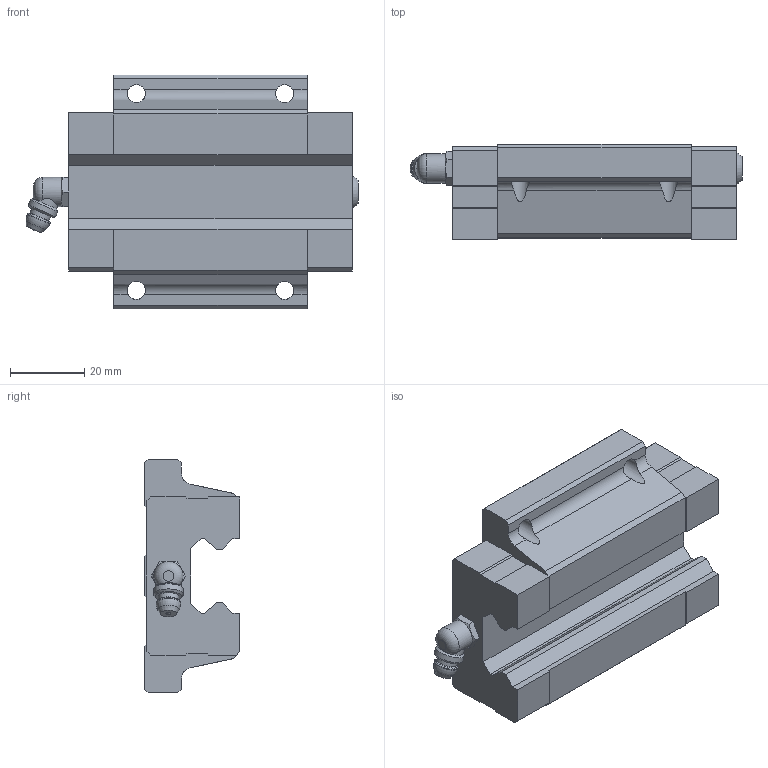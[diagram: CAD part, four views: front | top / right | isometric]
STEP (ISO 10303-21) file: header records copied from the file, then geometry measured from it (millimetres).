
FILE_DESCRIPTION(/* description */ ('STEP AP214'),/* implementation_level */ '2;1');
FILE_NAME(/* name */ 'LSH20BK-F1N-N-SB-M6',/* time_stamp */ '2022-10-10T14:45:50+02:00',/* author */ ('License CC BY-ND 4.0'),/* organization */ ('CADENAS'),/* preprocessor_version */ 'ST-DEVELOPER v18.102',/* originating_system */ 'PARTsolutions',/* authorisation */ ' ');
FILE_SCHEMA (('PROCESS_PLANNING_SCHEMA','AUTOMOTIVE_DESIGN {1 0 10303 214 3 1 1}'));
Length unit declared in the file: millimetre
Products named in the file (1): LSH20BK-F1N-N-SB-M6
Bounding box: 89.46 x 25.7 x 63 mm (x, y, z)
Volume: 78117.7 mm3; surface area: 17182.1 mm2
Topology: 1 solids, 1 shells, 123 faces, 347 edges, 226 vertices
Faces by surface type: plane 93, cylinder 16, cone 8, torus 5, sphere 1
Full cylindrical faces by diameter (mm): 4.917 x4, 5.5 x1, 6.6 x1, 7.85 x1, 8 x1
Entity records: 3825 total; most frequent: CARTESIAN_POINT 756, ORIENTED_EDGE 632, DIRECTION 582, EDGE_CURVE 316, LINE 258, VECTOR 258, VERTEX_POINT 217, AXIS2_PLACEMENT_3D 162
